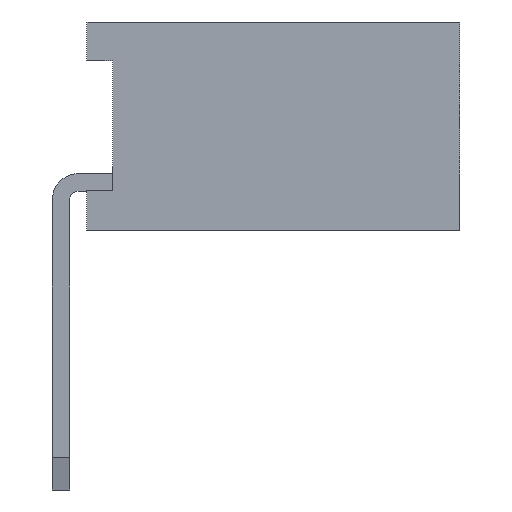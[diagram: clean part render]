
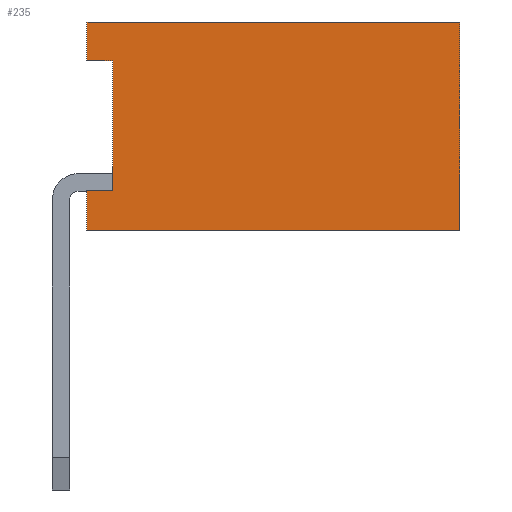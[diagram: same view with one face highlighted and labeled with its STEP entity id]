
A CAD part, left-side view. The second image highlights one B-rep face of the part: STEP entity #235.
In plain terms, the highlighted planar face has unit normal (-1, 0, 0).
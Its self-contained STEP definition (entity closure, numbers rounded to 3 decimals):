
#235=ADVANCED_FACE('',(#6744),#6746,.T.);
#6744=FACE_BOUND('',#6745,.T.);
#6745=EDGE_LOOP('',(#11927,#11928,#11929,#11930,#11931,#11932,#11933,#11934));
#6746=PLANE('',#6747);
#6747=AXIS2_PLACEMENT_3D('',#6748,#6749,#6750);
#6748=CARTESIAN_POINT('',(-1.,-4.6,0.));
#6749=DIRECTION('',(-1.,0.,0.));
#6750=DIRECTION('',(0.,0.,1.));
#11927=ORIENTED_EDGE('',*,*,#15801,.T.);
#11928=ORIENTED_EDGE('',*,*,#15857,.T.);
#11929=ORIENTED_EDGE('',*,*,#15750,.T.);
#11930=ORIENTED_EDGE('',*,*,#15856,.F.);
#11931=ORIENTED_EDGE('',*,*,#15858,.F.);
#11932=ORIENTED_EDGE('',*,*,#15859,.T.);
#11933=ORIENTED_EDGE('',*,*,#15860,.T.);
#11934=ORIENTED_EDGE('',*,*,#15851,.F.);
#15750=EDGE_CURVE('',#17723,#17720,#17724,.F.);
#15801=EDGE_CURVE('',#17825,#17823,#17826,.F.);
#15851=EDGE_CURVE('',#17825,#17918,#17919,.T.);
#15856=EDGE_CURVE('',#17925,#17720,#17927,.T.);
#15857=EDGE_CURVE('',#17823,#17723,#17928,.T.);
#15858=EDGE_CURVE('',#17929,#17925,#17930,.T.);
#15859=EDGE_CURVE('',#17929,#17931,#17932,.T.);
#15860=EDGE_CURVE('',#17931,#17918,#17933,.T.);
#17720=VERTEX_POINT('',#20961);
#17723=VERTEX_POINT('',#20966);
#17724=LINE('',#20967,#20968);
#17823=VERTEX_POINT('',#21166);
#17825=VERTEX_POINT('',#21170);
#17826=LINE('',#21171,#21172);
#17918=VERTEX_POINT('',#21363);
#17919=LINE('',#21364,#21365);
#17925=VERTEX_POINT('',#21378);
#17927=LINE('',#21382,#21383);
#17928=LINE('',#21385,#21386);
#17929=VERTEX_POINT('',#21388);
#17930=LINE('',#21389,#21390);
#17931=VERTEX_POINT('',#21392);
#17932=LINE('',#21393,#21394);
#17933=LINE('',#21396,#21397);
#20961=CARTESIAN_POINT('',(-1.,-0.3,0.45));
#20966=CARTESIAN_POINT('',(-1.,-0.6,0.45));
#20967=CARTESIAN_POINT('',(-1.,-0.3,0.45));
#20968=VECTOR('',#20969,1.);
#20969=DIRECTION('',(0.,-1.,0.));
#21166=CARTESIAN_POINT('',(-1.,-0.6,1.95));
#21170=CARTESIAN_POINT('',(-1.,-0.3,1.95));
#21171=CARTESIAN_POINT('',(-1.,-0.6,1.95));
#21172=VECTOR('',#21173,1.);
#21173=DIRECTION('',(0.,1.,0.));
#21363=CARTESIAN_POINT('',(-1.,-0.3,2.4));
#21364=CARTESIAN_POINT('',(-1.,-0.3,1.95));
#21365=VECTOR('',#21366,1.);
#21366=DIRECTION('',(0.,0.,1.));
#21378=CARTESIAN_POINT('',(-1.,-0.3,0.));
#21382=CARTESIAN_POINT('',(-1.,-0.3,0.));
#21383=VECTOR('',#21384,1.);
#21384=DIRECTION('',(0.,0.,1.));
#21385=CARTESIAN_POINT('',(-1.,-0.6,1.95));
#21386=VECTOR('',#21387,1.);
#21387=DIRECTION('',(0.,0.,-1.));
#21388=CARTESIAN_POINT('',(-1.,-4.6,0.));
#21389=CARTESIAN_POINT('',(-1.,-4.6,0.));
#21390=VECTOR('',#21391,1.);
#21391=DIRECTION('',(0.,1.,0.));
#21392=CARTESIAN_POINT('',(-1.,-4.6,2.4));
#21393=CARTESIAN_POINT('',(-1.,-4.6,0.));
#21394=VECTOR('',#21395,1.);
#21395=DIRECTION('',(0.,0.,1.));
#21396=CARTESIAN_POINT('',(-1.,-4.6,2.4));
#21397=VECTOR('',#21398,1.);
#21398=DIRECTION('',(0.,1.,0.));
